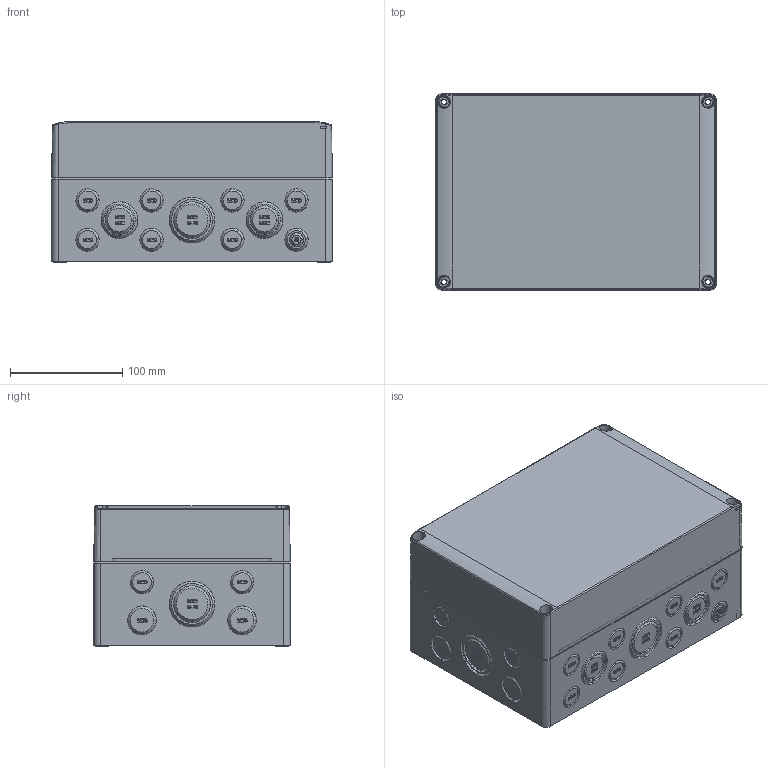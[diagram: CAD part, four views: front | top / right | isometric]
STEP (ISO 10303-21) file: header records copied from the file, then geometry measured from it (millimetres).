
FILE_DESCRIPTION((''),'2;1');
FILE_NAME('SPCM182513HT_ASM','2020-01-27T12:43:08',('antti_kumpulainen'),(''),'CREO PARAMETRIC BY PTC INC, 2019224','CREO PARAMETRIC BY PTC INC, 2019224','');
FILE_SCHEMA(('AUTOMOTIVE_DESIGN { 1 0 10303 214 1 1 1 1 }'));
Products named in the file (3): SPCM182508B; SPCT182505L; SPCM182513HT_ASM
Assembly tree (2 placements, depth 2):
  SPCM182513HT_ASM
    SPCM182508B
    SPCT182505L
Bounding box: 250 x 175 x 125 mm (x, y, z)
Volume: 671482.4 mm3; surface area: 415326.1 mm2
Topology: 2 solids, 2 shells, 5354 faces, 14554 edges, 9499 vertices
Faces by surface type: plane 4141, cone 381, cylinder 348, torus 208, extrusion 128, bspline 124, sphere 24
Entity records: 230155 total; most frequent: CARTESIAN_POINT 50696, ORIENTED_EDGE 29016, DIRECTION 25926, EDGE_CURVE 14508, PRESENTATION_STYLE_ASSIGNMENT 14113, STYLED_ITEM 14113, CURVE_STYLE 14112, VECTOR 12299
